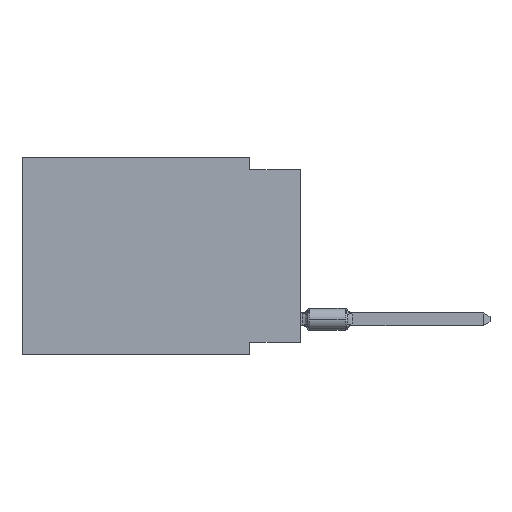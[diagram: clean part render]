
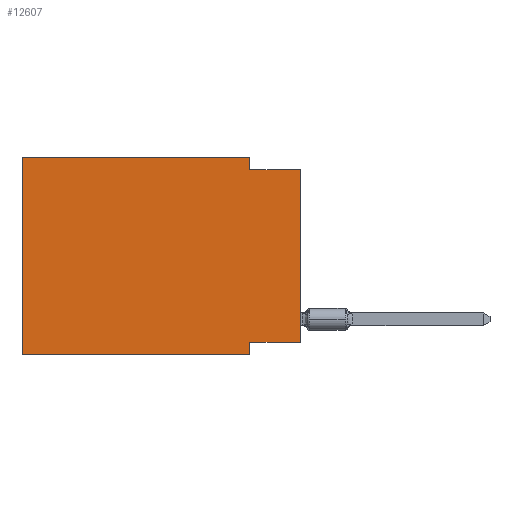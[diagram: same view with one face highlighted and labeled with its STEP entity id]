
A CAD part, left-side view. The second image highlights one B-rep face of the part: STEP entity #12607.
In plain terms, the highlighted planar face has unit normal (-1, 0, 0).
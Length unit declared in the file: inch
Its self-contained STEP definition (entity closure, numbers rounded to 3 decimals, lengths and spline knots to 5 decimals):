
#118 = PLANE ( 'NONE',  #11804 ) ;
#188 = FACE_OUTER_BOUND ( 'NONE', #9415, .T. ) ;
#566 = VECTOR ( 'NONE', #6461, 39.37008 ) ;
#695 = DIRECTION ( 'NONE',  ( 0., -1., 0. ) ) ;
#795 = EDGE_CURVE ( 'NONE', #2428, #6264, #13150, .T. ) ;
#1161 = DIRECTION ( 'NONE',  ( 0., 1., 0. ) ) ;
#1295 = LINE ( 'NONE', #5660, #13911 ) ;
#1319 = VERTEX_POINT ( 'NONE', #2490 ) ;
#1839 = LINE ( 'NONE', #12888, #5123 ) ;
#1916 = LINE ( 'NONE', #8503, #12058 ) ;
#2116 = ORIENTED_EDGE ( 'NONE', *, *, #795, .F. ) ;
#2369 = VECTOR ( 'NONE', #1161, 39.37008 ) ;
#2428 = VERTEX_POINT ( 'NONE', #5231 ) ;
#2490 = CARTESIAN_POINT ( 'NONE',  ( 0., 0.55, 0. ) ) ;
#2801 = VERTEX_POINT ( 'NONE', #8435 ) ;
#2992 = CARTESIAN_POINT ( 'NONE',  ( 0., 0.55, 0. ) ) ;
#2999 = EDGE_CURVE ( 'NONE', #5951, #11015, #1295, .T. ) ;
#3055 = DIRECTION ( 'NONE',  ( 0., -1., 0. ) ) ;
#3329 = ORIENTED_EDGE ( 'NONE', *, *, #8408, .F. ) ;
#3785 = LINE ( 'NONE', #10382, #12930 ) ;
#4353 = DIRECTION ( 'NONE',  ( 1., 0., 0. ) ) ;
#4787 = DIRECTION ( 'NONE',  ( 0., 0., 1. ) ) ;
#5123 = VECTOR ( 'NONE', #3055, 39.37008 ) ;
#5231 = CARTESIAN_POINT ( 'NONE',  ( 0., 0.1, 0. ) ) ;
#5660 = CARTESIAN_POINT ( 'NONE',  ( 0., 0.1, -0.39 ) ) ;
#5890 = EDGE_CURVE ( 'NONE', #7452, #1319, #8283, .T. ) ;
#5951 = VERTEX_POINT ( 'NONE', #13685 ) ;
#6081 = CARTESIAN_POINT ( 'NONE',  ( 0., 0.1, -0.39 ) ) ;
#6264 = VERTEX_POINT ( 'NONE', #7780 ) ;
#6460 = LINE ( 'NONE', #7603, #2369 ) ;
#6461 = DIRECTION ( 'NONE',  ( 0., 0., -1. ) ) ;
#7223 = CARTESIAN_POINT ( 'NONE',  ( 0., 0.55, -0.39 ) ) ;
#7343 = DIRECTION ( 'NONE',  ( 0., 0., 1. ) ) ;
#7452 = VERTEX_POINT ( 'NONE', #7223 ) ;
#7603 = CARTESIAN_POINT ( 'NONE',  ( 0., 0., -0.365 ) ) ;
#7780 = CARTESIAN_POINT ( 'NONE',  ( 0., 0.1, -0.025 ) ) ;
#8016 = VECTOR ( 'NONE', #7343, 39.37008 ) ;
#8275 = ORIENTED_EDGE ( 'NONE', *, *, #5890, .F. ) ;
#8283 = LINE ( 'NONE', #2992, #8016 ) ;
#8408 = EDGE_CURVE ( 'NONE', #13841, #5951, #6460, .T. ) ;
#8435 = CARTESIAN_POINT ( 'NONE',  ( 0., 0., -0.025 ) ) ;
#8503 = CARTESIAN_POINT ( 'NONE',  ( 0., 0.55, -0.39 ) ) ;
#9185 = EDGE_CURVE ( 'NONE', #13841, #2801, #3785, .T. ) ;
#9415 = EDGE_LOOP ( 'NONE', ( #13119, #10057, #2116, #12600, #8275, #10623, #11305, #3329 ) ) ;
#9636 = LINE ( 'NONE', #10508, #12286 ) ;
#10057 = ORIENTED_EDGE ( 'NONE', *, *, #11446, .F. ) ;
#10382 = CARTESIAN_POINT ( 'NONE',  ( 0., 0., 0. ) ) ;
#10508 = CARTESIAN_POINT ( 'NONE',  ( 0., 0.55, 0. ) ) ;
#10623 = ORIENTED_EDGE ( 'NONE', *, *, #13775, .T. ) ;
#11015 = VERTEX_POINT ( 'NONE', #6081 ) ;
#11305 = ORIENTED_EDGE ( 'NONE', *, *, #2999, .F. ) ;
#11446 = EDGE_CURVE ( 'NONE', #6264, #2801, #1839, .T. ) ;
#11804 = AXIS2_PLACEMENT_3D ( 'NONE', #12096, #4353, #13047 ) ;
#11922 = CARTESIAN_POINT ( 'NONE',  ( 0., 0.1, 0. ) ) ;
#12058 = VECTOR ( 'NONE', #695, 39.37008 ) ;
#12096 = CARTESIAN_POINT ( 'NONE',  ( 0., 0.55, 0. ) ) ;
#12286 = VECTOR ( 'NONE', #13945, 39.37008 ) ;
#12600 = ORIENTED_EDGE ( 'NONE', *, *, #12914, .F. ) ;
#12607 = ADVANCED_FACE ( 'NONE', ( #188 ), #118, .F. ) ;
#12826 = CARTESIAN_POINT ( 'NONE',  ( 0., 0., -0.365 ) ) ;
#12888 = CARTESIAN_POINT ( 'NONE',  ( 0., 0., -0.025 ) ) ;
#12914 = EDGE_CURVE ( 'NONE', #1319, #2428, #9636, .T. ) ;
#12930 = VECTOR ( 'NONE', #4787, 39.37008 ) ;
#13047 = DIRECTION ( 'NONE',  ( 0., 0., -1. ) ) ;
#13119 = ORIENTED_EDGE ( 'NONE', *, *, #9185, .T. ) ;
#13150 = LINE ( 'NONE', #11922, #566 ) ;
#13344 = DIRECTION ( 'NONE',  ( 0., 0., -1. ) ) ;
#13685 = CARTESIAN_POINT ( 'NONE',  ( 0., 0.1, -0.365 ) ) ;
#13775 = EDGE_CURVE ( 'NONE', #7452, #11015, #1916, .T. ) ;
#13841 = VERTEX_POINT ( 'NONE', #12826 ) ;
#13911 = VECTOR ( 'NONE', #13344, 39.37008 ) ;
#13945 = DIRECTION ( 'NONE',  ( 0., -1., 0. ) ) ;
